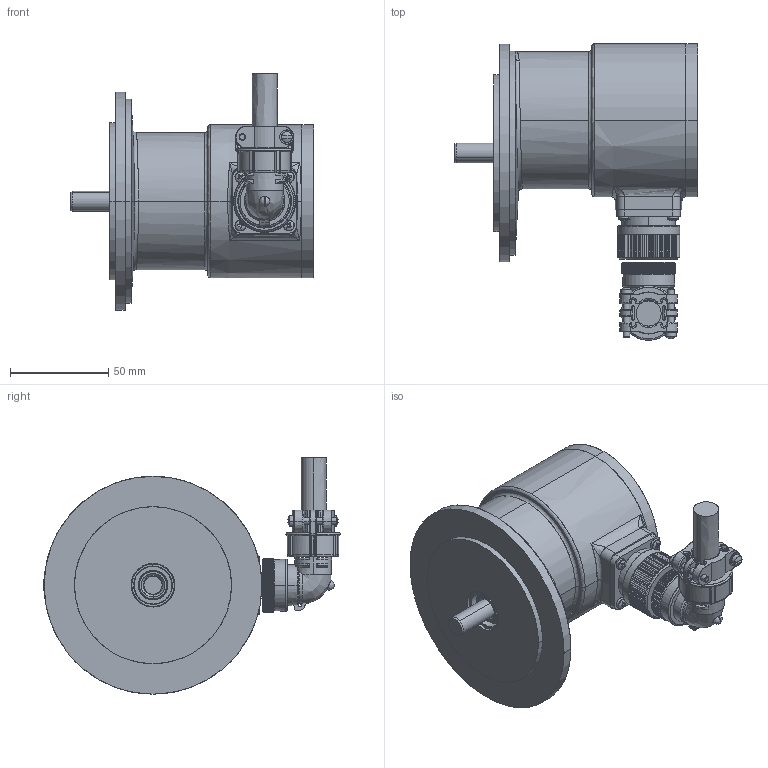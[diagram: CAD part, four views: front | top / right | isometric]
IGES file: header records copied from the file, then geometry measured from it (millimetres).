
Start section: SolidWorks IGES file using analytic representation for surfaces
Global section: file name: IGP-03-P-6501-A502.IGS; native system: SolidWorks 2011; preprocessor: SolidWorks 2011; author: Thiel; date: 120814.144618; units: millimetre
Bounding box: 124 x 151.12 x 120.4 mm (x, y, z)
Surface area: 64823.6 mm2 (no closed solid volume)
Topology: 0 solids, 0 shells, 906 faces, 9572 edges, 9566 vertices
Faces by surface type: bspline 568, revolution 338
